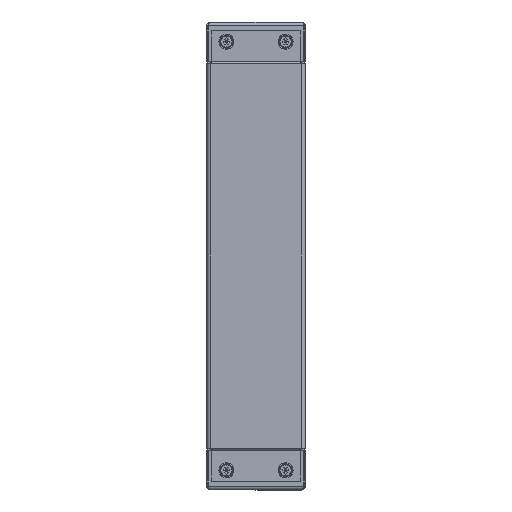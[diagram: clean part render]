
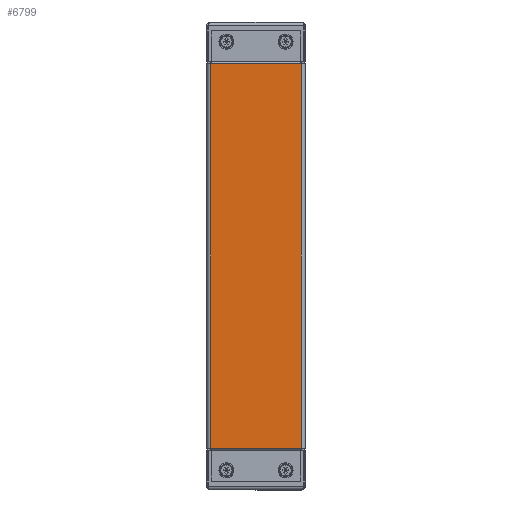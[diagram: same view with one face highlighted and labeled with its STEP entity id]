
A CAD part, left-side view. The second image highlights one B-rep face of the part: STEP entity #6799.
In plain terms, the highlighted face is planar.
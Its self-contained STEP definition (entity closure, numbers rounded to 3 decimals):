
#11 = EDGE_CURVE ( 'NONE', #7976, #6323, #9266, .T. ) ;
#49 = DIRECTION ( 'NONE',  ( 0., -1., 0. ) ) ;
#218 = CARTESIAN_POINT ( 'NONE',  ( 195., 45.241, 0. ) ) ;
#357 = DIRECTION ( 'NONE',  ( 0., -1., 0. ) ) ;
#886 = ORIENTED_EDGE ( 'NONE', *, *, #3747, .T. ) ;
#916 = ORIENTED_EDGE ( 'NONE', *, *, #2414, .F. ) ;
#1093 = EDGE_CURVE ( 'NONE', #9070, #7786, #4537, .T. ) ;
#1113 = DIRECTION ( 'NONE',  ( 0., -1., 0. ) ) ;
#1200 = DIRECTION ( 'NONE',  ( 0., -1., 0. ) ) ;
#1240 = VERTEX_POINT ( 'NONE', #5498 ) ;
#1341 = VERTEX_POINT ( 'NONE', #4258 ) ;
#1359 = DIRECTION ( 'NONE',  ( 0., 0., -1. ) ) ;
#1693 = CARTESIAN_POINT ( 'NONE',  ( 195., 50., 0. ) ) ;
#1733 = EDGE_CURVE ( 'NONE', #1341, #7786, #4169, .T. ) ;
#1746 = CARTESIAN_POINT ( 'NONE',  ( -228.5, -46., 0. ) ) ;
#1899 = VECTOR ( 'NONE', #357, 1000. ) ;
#2099 = VERTEX_POINT ( 'NONE', #5616 ) ;
#2414 = EDGE_CURVE ( 'NONE', #1341, #6500, #5188, .T. ) ;
#2470 = CARTESIAN_POINT ( 'NONE',  ( -195., 50., 0. ) ) ;
#2810 = DIRECTION ( 'NONE',  ( 0., 1., 0. ) ) ;
#3130 = VECTOR ( 'NONE', #2810, 1000. ) ;
#3334 = CARTESIAN_POINT ( 'NONE',  ( -195., 50., 0. ) ) ;
#3584 = VECTOR ( 'NONE', #5458, 1000. ) ;
#3610 = CARTESIAN_POINT ( 'NONE',  ( 228.5, 46., 0. ) ) ;
#3747 = EDGE_CURVE ( 'NONE', #2099, #6500, #5951, .T. ) ;
#3770 = ORIENTED_EDGE ( 'NONE', *, *, #8142, .F. ) ;
#3774 = LINE ( 'NONE', #8048, #4467 ) ;
#3983 = AXIS2_PLACEMENT_3D ( 'NONE', #4131, #1359, #6414 ) ;
#4125 = ORIENTED_EDGE ( 'NONE', *, *, #8404, .F. ) ;
#4131 = CARTESIAN_POINT ( 'NONE',  ( 228.5, 50., 0. ) ) ;
#4169 = LINE ( 'NONE', #1746, #7204 ) ;
#4188 = ORIENTED_EDGE ( 'NONE', *, *, #1733, .T. ) ;
#4194 = EDGE_LOOP ( 'NONE', ( #3770, #4420, #5354, #4125, #886, #916, #4188, #6835 ) ) ;
#4258 = CARTESIAN_POINT ( 'NONE',  ( -195., -46., 0. ) ) ;
#4420 = ORIENTED_EDGE ( 'NONE', *, *, #11, .F. ) ;
#4467 = VECTOR ( 'NONE', #49, 1000. ) ;
#4537 = LINE ( 'NONE', #5435, #5331 ) ;
#4759 = CARTESIAN_POINT ( 'NONE',  ( 195., 46., 0. ) ) ;
#4826 = LINE ( 'NONE', #3610, #5859 ) ;
#4833 = FACE_OUTER_BOUND ( 'NONE', #4194, .T. ) ;
#5188 = LINE ( 'NONE', #7160, #3130 ) ;
#5331 = VECTOR ( 'NONE', #1113, 1000. ) ;
#5354 = ORIENTED_EDGE ( 'NONE', *, *, #8761, .T. ) ;
#5435 = CARTESIAN_POINT ( 'NONE',  ( 195., -50., 0. ) ) ;
#5458 = DIRECTION ( 'NONE',  ( 0., 1., 0. ) ) ;
#5498 = CARTESIAN_POINT ( 'NONE',  ( -195., 46., 0. ) ) ;
#5616 = CARTESIAN_POINT ( 'NONE',  ( -195., 45.241, 0. ) ) ;
#5859 = VECTOR ( 'NONE', #9302, 1000. ) ;
#5951 = LINE ( 'NONE', #3334, #6605 ) ;
#6007 = DIRECTION ( 'NONE',  ( 1., 0., 0. ) ) ;
#6323 = VERTEX_POINT ( 'NONE', #218 ) ;
#6370 = PLANE ( 'NONE',  #3983 ) ;
#6414 = DIRECTION ( 'NONE',  ( -1., 0., 0. ) ) ;
#6500 = VERTEX_POINT ( 'NONE', #9187 ) ;
#6605 = VECTOR ( 'NONE', #1200, 1000. ) ;
#6739 = CARTESIAN_POINT ( 'NONE',  ( 195., -46., 0. ) ) ;
#6799 = ADVANCED_FACE ( 'NONE', ( #4833 ), #6370, .F. ) ;
#6835 = ORIENTED_EDGE ( 'NONE', *, *, #1093, .F. ) ;
#7160 = CARTESIAN_POINT ( 'NONE',  ( -195., -50., 0. ) ) ;
#7204 = VECTOR ( 'NONE', #6007, 1000. ) ;
#7409 = LINE ( 'NONE', #2470, #3584 ) ;
#7786 = VERTEX_POINT ( 'NONE', #6739 ) ;
#7976 = VERTEX_POINT ( 'NONE', #4759 ) ;
#8048 = CARTESIAN_POINT ( 'NONE',  ( 195., 50., 0. ) ) ;
#8142 = EDGE_CURVE ( 'NONE', #6323, #9070, #3774, .T. ) ;
#8404 = EDGE_CURVE ( 'NONE', #2099, #1240, #7409, .T. ) ;
#8494 = CARTESIAN_POINT ( 'NONE',  ( 195., -45.241, 0. ) ) ;
#8761 = EDGE_CURVE ( 'NONE', #7976, #1240, #4826, .T. ) ;
#9070 = VERTEX_POINT ( 'NONE', #8494 ) ;
#9187 = CARTESIAN_POINT ( 'NONE',  ( -195., -45.241, 0. ) ) ;
#9266 = LINE ( 'NONE', #1693, #1899 ) ;
#9302 = DIRECTION ( 'NONE',  ( -1., 0., 0. ) ) ;
